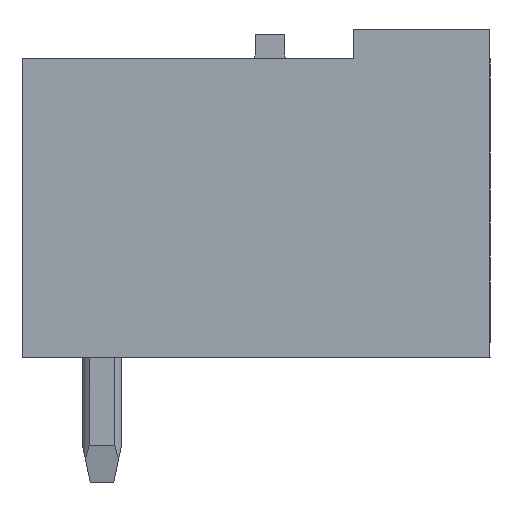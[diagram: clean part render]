
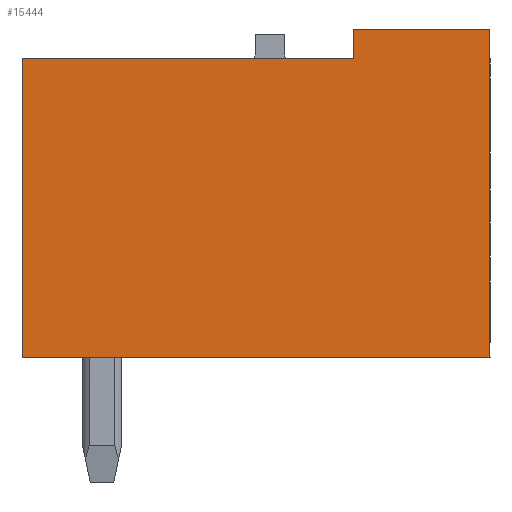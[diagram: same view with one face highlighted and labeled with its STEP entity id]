
A CAD part, left-side view. The second image highlights one B-rep face of the part: STEP entity #15444.
In plain terms, the highlighted planar face has unit normal (-1, 0, 0).
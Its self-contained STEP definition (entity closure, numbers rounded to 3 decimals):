
#15434=AXIS2_PLACEMENT_3D('Plane Axis2P3D',#15431,#15432,#15433) ;
#269=CARTESIAN_POINT('Vertex',(0.,3.5,11.63)) ;
#272=CARTESIAN_POINT('Line Origine',(0.,1.75,11.63)) ;
#276=CARTESIAN_POINT('Vertex',(0.,0.,11.63)) ;
#895=CARTESIAN_POINT('Vertex',(0.,12.,10.88)) ;
#898=CARTESIAN_POINT('Line Origine',(0.,7.75,10.88)) ;
#902=CARTESIAN_POINT('Vertex',(0.,3.5,10.88)) ;
#1482=CARTESIAN_POINT('Vertex',(0.,12.,3.2)) ;
#1485=CARTESIAN_POINT('Line Origine',(0.,12.,7.04)) ;
#1549=CARTESIAN_POINT('Vertex',(0.,0.,3.2)) ;
#1552=CARTESIAN_POINT('Line Origine',(0.,6.,3.2)) ;
#7959=CARTESIAN_POINT('Line Origine',(0.,0.,7.415)) ;
#14773=CARTESIAN_POINT('Line Origine',(0.,3.5,11.255)) ;
#15431=CARTESIAN_POINT('Axis2P3D Location',(0.,0.,0.)) ;
#273=DIRECTION('Vector Direction',(0.,-1.,0.)) ;
#899=DIRECTION('Vector Direction',(0.,1.,0.)) ;
#1486=DIRECTION('Vector Direction',(0.,0.,1.)) ;
#1553=DIRECTION('Vector Direction',(0.,1.,0.)) ;
#7960=DIRECTION('Vector Direction',(0.,0.,-1.)) ;
#14774=DIRECTION('Vector Direction',(0.,0.,1.)) ;
#15432=DIRECTION('Axis2P3D Direction',(-1.,0.,0.)) ;
#15433=DIRECTION('Axis2P3D XDirection',(0.,-1.,0.)) ;
#274=VECTOR('Line Direction',#273,1.) ;
#900=VECTOR('Line Direction',#899,1.) ;
#1487=VECTOR('Line Direction',#1486,1.) ;
#1554=VECTOR('Line Direction',#1553,1.) ;
#7961=VECTOR('Line Direction',#7960,1.) ;
#14775=VECTOR('Line Direction',#14774,1.) ;
#15437=ORIENTED_EDGE('',*,*,#7963,.T.) ;
#15438=ORIENTED_EDGE('',*,*,#278,.T.) ;
#15439=ORIENTED_EDGE('',*,*,#14777,.T.) ;
#15440=ORIENTED_EDGE('',*,*,#904,.T.) ;
#15441=ORIENTED_EDGE('',*,*,#1489,.T.) ;
#15442=ORIENTED_EDGE('',*,*,#1556,.T.) ;
#15444=ADVANCED_FACE('Housing',(#15443),#15435,.T.) ;
#278=EDGE_CURVE('',#277,#270,#275,.F.) ;
#904=EDGE_CURVE('',#903,#896,#901,.T.) ;
#1489=EDGE_CURVE('',#896,#1483,#1488,.F.) ;
#1556=EDGE_CURVE('',#1483,#1550,#1555,.F.) ;
#7963=EDGE_CURVE('',#1550,#277,#7962,.F.) ;
#14777=EDGE_CURVE('',#270,#903,#14776,.F.) ;
#15436=EDGE_LOOP('',(#15437,#15438,#15439,#15440,#15441,#15442)) ;
#15443=FACE_OUTER_BOUND('',#15436,.T.) ;
#275=LINE('Line',#272,#274) ;
#901=LINE('Line',#898,#900) ;
#1488=LINE('Line',#1485,#1487) ;
#1555=LINE('Line',#1552,#1554) ;
#7962=LINE('Line',#7959,#7961) ;
#14776=LINE('Line',#14773,#14775) ;
#15435=PLANE('',#15434) ;
#270=VERTEX_POINT('',#269) ;
#277=VERTEX_POINT('',#276) ;
#896=VERTEX_POINT('',#895) ;
#903=VERTEX_POINT('',#902) ;
#1483=VERTEX_POINT('',#1482) ;
#1550=VERTEX_POINT('',#1549) ;
